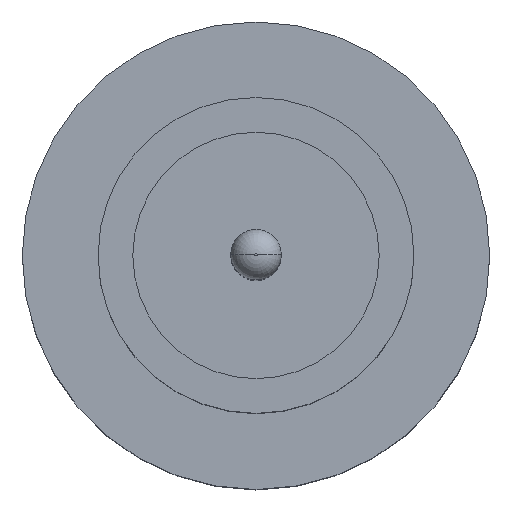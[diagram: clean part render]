
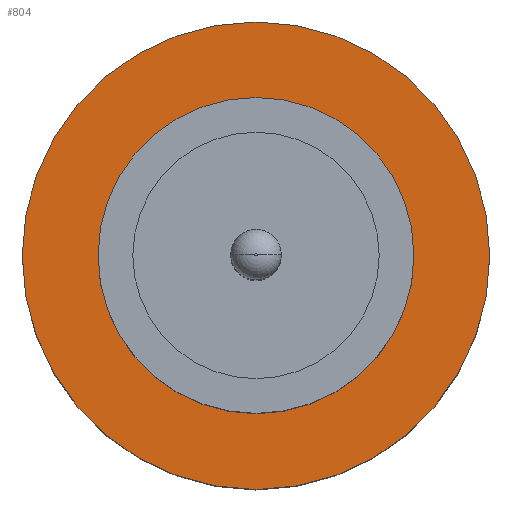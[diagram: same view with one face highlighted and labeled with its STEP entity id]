
A CAD part, top view. The second image highlights one B-rep face of the part: STEP entity #804.
In plain terms, the highlighted planar face has unit normal (0, 0, 1).
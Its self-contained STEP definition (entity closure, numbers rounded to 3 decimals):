
#6 = CARTESIAN_POINT ( 'NONE',  ( 1.85, 0., 1.55 ) ) ;
#12 = CARTESIAN_POINT ( 'NONE',  ( 0., 0., 1.55 ) ) ;
#48 = EDGE_CURVE ( 'NONE', #130, #771, #887, .T. ) ;
#94 = AXIS2_PLACEMENT_3D ( 'NONE', #245, #237, #525 ) ;
#130 = VERTEX_POINT ( 'NONE', #848 ) ;
#134 = CIRCLE ( 'NONE', #535, 1.25 ) ;
#163 = ORIENTED_EDGE ( 'NONE', *, *, #48, .T. ) ;
#191 = VERTEX_POINT ( 'NONE', #750 ) ;
#228 = AXIS2_PLACEMENT_3D ( 'NONE', #12, #599, #793 ) ;
#237 = DIRECTION ( 'NONE',  ( 0., 0., 1. ) ) ;
#245 = CARTESIAN_POINT ( 'NONE',  ( 0., 0., 1.55 ) ) ;
#287 = CARTESIAN_POINT ( 'NONE',  ( 0., 0., 1.55 ) ) ;
#355 = AXIS2_PLACEMENT_3D ( 'NONE', #287, #569, #722 ) ;
#362 = DIRECTION ( 'NONE',  ( 1., 0., 0. ) ) ;
#380 = DIRECTION ( 'NONE',  ( 1., 0., 0. ) ) ;
#459 = ORIENTED_EDGE ( 'NONE', *, *, #520, .F. ) ;
#505 = CARTESIAN_POINT ( 'NONE',  ( 0., 0., 1.55 ) ) ;
#516 = PLANE ( 'NONE',  #713 ) ;
#520 = EDGE_CURVE ( 'NONE', #191, #536, #134, .T. ) ;
#525 = DIRECTION ( 'NONE',  ( 1., 0., 0. ) ) ;
#530 = CARTESIAN_POINT ( 'NONE',  ( 0., 0., 1.55 ) ) ;
#535 = AXIS2_PLACEMENT_3D ( 'NONE', #530, #717, #380 ) ;
#536 = VERTEX_POINT ( 'NONE', #865 ) ;
#543 = EDGE_CURVE ( 'NONE', #771, #130, #716, .T. ) ;
#569 = DIRECTION ( 'NONE',  ( 0., 0., 1. ) ) ;
#584 = FACE_OUTER_BOUND ( 'NONE', #598, .T. ) ;
#598 = EDGE_LOOP ( 'NONE', ( #163, #775 ) ) ;
#599 = DIRECTION ( 'NONE',  ( 0., 0., 1. ) ) ;
#634 = FACE_BOUND ( 'NONE', #839, .T. ) ;
#666 = ORIENTED_EDGE ( 'NONE', *, *, #885, .F. ) ;
#713 = AXIS2_PLACEMENT_3D ( 'NONE', #505, #776, #362 ) ;
#716 = CIRCLE ( 'NONE', #228, 1.85 ) ;
#717 = DIRECTION ( 'NONE',  ( 0., 0., 1. ) ) ;
#722 = DIRECTION ( 'NONE',  ( 1., 0., 0. ) ) ;
#750 = CARTESIAN_POINT ( 'NONE',  ( 1.25, 0., 1.55 ) ) ;
#771 = VERTEX_POINT ( 'NONE', #6 ) ;
#775 = ORIENTED_EDGE ( 'NONE', *, *, #543, .T. ) ;
#776 = DIRECTION ( 'NONE',  ( 0., 0., 1. ) ) ;
#782 = CIRCLE ( 'NONE', #94, 1.25 ) ;
#793 = DIRECTION ( 'NONE',  ( 1., 0., 0. ) ) ;
#804 = ADVANCED_FACE ( 'NONE', ( #634, #584 ), #516, .T. ) ;
#839 = EDGE_LOOP ( 'NONE', ( #459, #666 ) ) ;
#848 = CARTESIAN_POINT ( 'NONE',  ( -1.85, 0., 1.55 ) ) ;
#865 = CARTESIAN_POINT ( 'NONE',  ( -1.25, 0., 1.55 ) ) ;
#885 = EDGE_CURVE ( 'NONE', #536, #191, #782, .T. ) ;
#887 = CIRCLE ( 'NONE', #355, 1.85 ) ;
